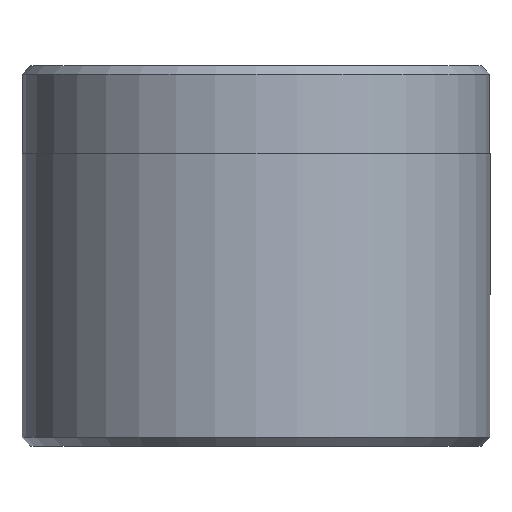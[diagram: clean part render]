
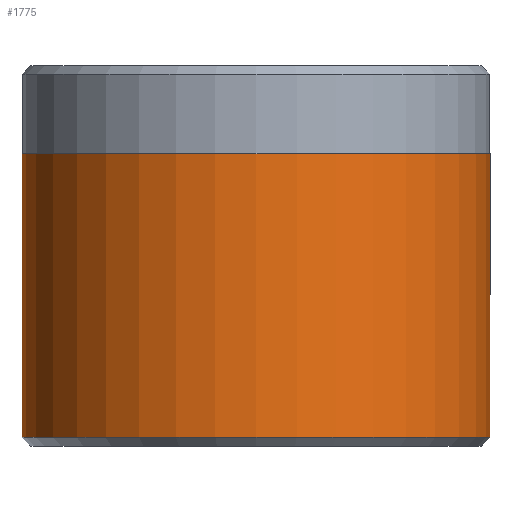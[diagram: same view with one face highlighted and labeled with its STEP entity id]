
A CAD part, front view. The second image highlights one B-rep face of the part: STEP entity #1775.
In plain terms, the highlighted cylindrical face has radius 8 mm (diameter 16 mm), a partial arc.
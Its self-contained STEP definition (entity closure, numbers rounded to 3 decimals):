
#173 = DIRECTION ( 'NONE',  ( -1., 0., 0. ) ) ;
#289 = VECTOR ( 'NONE', #352, 1000. ) ;
#311 = DIRECTION ( 'NONE',  ( 0., 0., -1. ) ) ;
#327 = CARTESIAN_POINT ( 'NONE',  ( 0., 0., 0.3 ) ) ;
#333 = AXIS2_PLACEMENT_3D ( 'NONE', #327, #1387, #482 ) ;
#340 = CARTESIAN_POINT ( 'NONE',  ( -8., 0., 10. ) ) ;
#352 = DIRECTION ( 'NONE',  ( 0., 0., -1. ) ) ;
#464 = DIRECTION ( 'NONE',  ( 0., 0., -1. ) ) ;
#482 = DIRECTION ( 'NONE',  ( 1., 0., 0. ) ) ;
#495 = DIRECTION ( 'NONE',  ( 0., 0., 1. ) ) ;
#604 = VERTEX_POINT ( 'NONE', #1609 ) ;
#619 = LINE ( 'NONE', #1557, #289 ) ;
#636 = AXIS2_PLACEMENT_3D ( 'NONE', #1400, #495, #1546 ) ;
#717 = ORIENTED_EDGE ( 'NONE', *, *, #1103, .F. ) ;
#837 = VECTOR ( 'NONE', #464, 1000. ) ;
#895 = LINE ( 'NONE', #1372, #837 ) ;
#920 = CIRCLE ( 'NONE', #333, 8. ) ;
#958 = VERTEX_POINT ( 'NONE', #1435 ) ;
#986 = ORIENTED_EDGE ( 'NONE', *, *, #1711, .F. ) ;
#1083 = FACE_OUTER_BOUND ( 'NONE', #1108, .T. ) ;
#1103 = EDGE_CURVE ( 'NONE', #1274, #604, #619, .T. ) ;
#1108 = EDGE_LOOP ( 'NONE', ( #717, #986, #1118, #1253 ) ) ;
#1118 = ORIENTED_EDGE ( 'NONE', *, *, #1923, .T. ) ;
#1214 = CARTESIAN_POINT ( 'NONE',  ( 0., 0., 13. ) ) ;
#1252 = CARTESIAN_POINT ( 'NONE',  ( 8., 0., 10. ) ) ;
#1253 = ORIENTED_EDGE ( 'NONE', *, *, #1646, .T. ) ;
#1274 = VERTEX_POINT ( 'NONE', #1252 ) ;
#1372 = CARTESIAN_POINT ( 'NONE',  ( -8., 0., 13. ) ) ;
#1387 = DIRECTION ( 'NONE',  ( 0., 0., 1. ) ) ;
#1400 = CARTESIAN_POINT ( 'NONE',  ( 0., 0., 10. ) ) ;
#1423 = AXIS2_PLACEMENT_3D ( 'NONE', #1214, #311, #173 ) ;
#1435 = CARTESIAN_POINT ( 'NONE',  ( -8., 0., 0.3 ) ) ;
#1438 = CYLINDRICAL_SURFACE ( 'NONE', #1423, 8. ) ;
#1546 = DIRECTION ( 'NONE',  ( 1., 0., 0. ) ) ;
#1557 = CARTESIAN_POINT ( 'NONE',  ( 8., 0., 13. ) ) ;
#1609 = CARTESIAN_POINT ( 'NONE',  ( 8., 0., 0.3 ) ) ;
#1621 = CIRCLE ( 'NONE', #636, 8. ) ;
#1646 = EDGE_CURVE ( 'NONE', #958, #604, #920, .T. ) ;
#1672 = VERTEX_POINT ( 'NONE', #340 ) ;
#1711 = EDGE_CURVE ( 'NONE', #1672, #1274, #1621, .T. ) ;
#1775 = ADVANCED_FACE ( 'NONE', ( #1083 ), #1438, .T. ) ;
#1923 = EDGE_CURVE ( 'NONE', #1672, #958, #895, .T. ) ;
